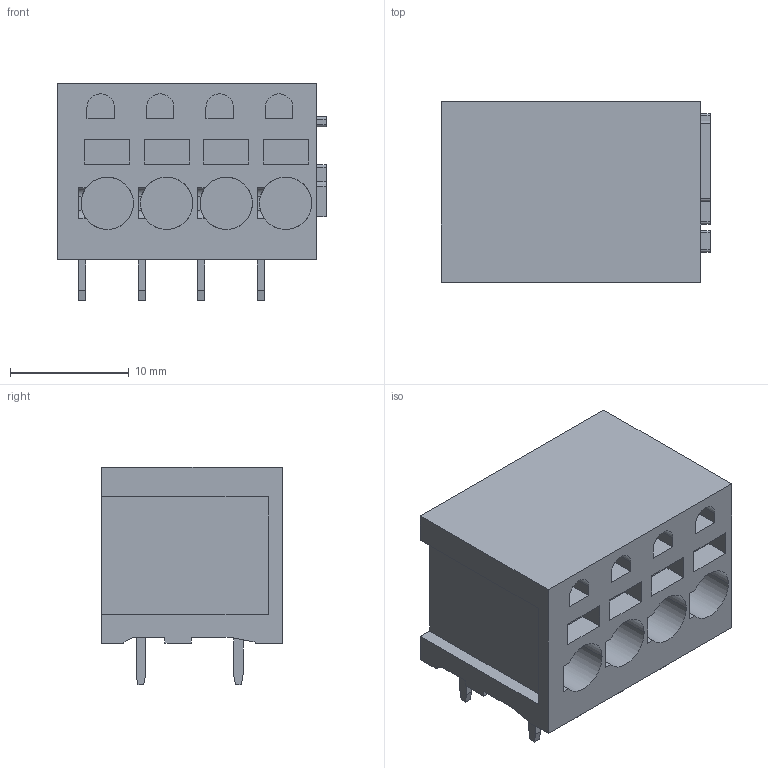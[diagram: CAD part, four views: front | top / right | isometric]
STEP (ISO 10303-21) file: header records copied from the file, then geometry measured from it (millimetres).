
FILE_DESCRIPTION(('CATIA V5 STEP Exchange','CAx-IF Rec.Pracs.--- Model Styling and Organization---1.2---2011-12-15'),'2;1');
FILE_NAME ('D1451202_0_1331980000_1331980000.stp','2018-09-03T06:02:42+00:00',('none'),('Weidmueller'),'CATIA Version 5-6 Release 2014','CATIA V5 STEP AP214','none');
FILE_SCHEMA(('AUTOMOTIVE_DESIGN { 1 0 10303 214 1 1 1 1 }'));
Length unit declared in the file: millimetre
Products named in the file (1): 1331980000
Bounding box: 22.65 x 15.2 x 18.3 mm (x, y, z)
Volume: 4234.8 mm3; surface area: 2559.6 mm2
Topology: 9 solids, 9 shells, 194 faces, 483 edges, 322 vertices
Faces by surface type: plane 159, cylinder 35
Entity records: 5409 total; most frequent: CARTESIAN_POINT 993, ORIENTED_EDGE 966, DIRECTION 745, EDGE_CURVE 483, VECTOR 397, LINE 397, VERTEX_POINT 322, AXIS2_PLACEMENT_3D 210
